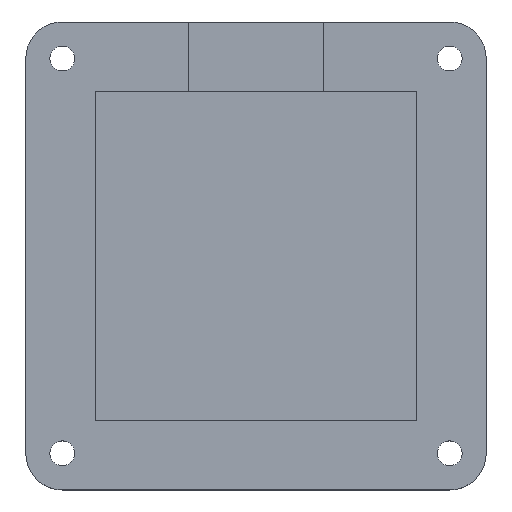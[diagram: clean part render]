
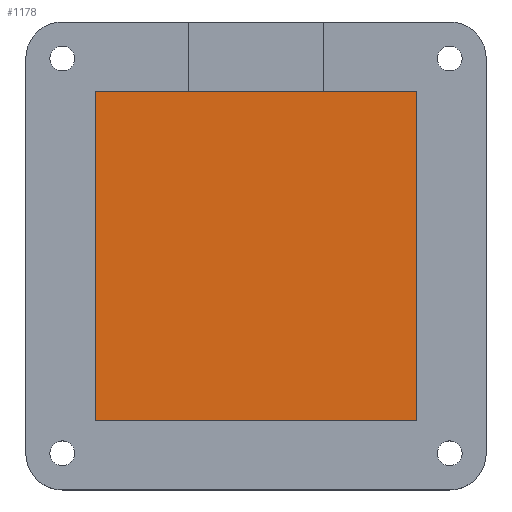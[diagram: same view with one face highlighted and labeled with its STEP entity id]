
A CAD part, top view. The second image highlights one B-rep face of the part: STEP entity #1178.
In plain terms, the highlighted planar face has unit normal (0, 0, 1).
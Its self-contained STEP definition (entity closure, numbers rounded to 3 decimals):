
#66=PLANE('',#1333);
#128=FACE_OUTER_BOUND('',#214,.T.);
#214=EDGE_LOOP('',(#1014,#1015,#1016,#1017));
#307=LINE('',#2077,#392);
#309=LINE('',#2082,#394);
#310=LINE('',#2083,#395);
#311=LINE('',#2084,#396);
#392=VECTOR('',#1678,10.);
#394=VECTOR('',#1682,10.);
#395=VECTOR('',#1683,10.);
#396=VECTOR('',#1684,10.);
#581=VERTEX_POINT('',#2074);
#582=VERTEX_POINT('',#2076);
#583=VERTEX_POINT('',#2080);
#584=VERTEX_POINT('',#2081);
#735=EDGE_CURVE('',#581,#582,#307,.T.);
#737=EDGE_CURVE('',#583,#584,#309,.T.);
#738=EDGE_CURVE('',#582,#583,#310,.T.);
#739=EDGE_CURVE('',#584,#581,#311,.T.);
#1014=ORIENTED_EDGE('',*,*,#737,.F.);
#1015=ORIENTED_EDGE('',*,*,#738,.F.);
#1016=ORIENTED_EDGE('',*,*,#735,.F.);
#1017=ORIENTED_EDGE('',*,*,#739,.F.);
#1178=ADVANCED_FACE('',(#128),#66,.T.);
#1333=AXIS2_PLACEMENT_3D('',#2079,#1680,#1681);
#1678=DIRECTION('',(1.,0.,0.));
#1680=DIRECTION('center_axis',(0.,0.,1.));
#1681=DIRECTION('ref_axis',(1.,0.,0.));
#1682=DIRECTION('',(-1.,0.,0.));
#1683=DIRECTION('',(0.,-1.,0.));
#1684=DIRECTION('',(0.,1.,0.));
#2074=CARTESIAN_POINT('',(-15.,15.,3.));
#2076=CARTESIAN_POINT('',(29.,15.,3.));
#2077=CARTESIAN_POINT('',(-4.,15.,3.));
#2079=CARTESIAN_POINT('Origin',(7.,-7.5,3.));
#2080=CARTESIAN_POINT('',(29.,-30.,3.));
#2081=CARTESIAN_POINT('',(-15.,-30.,3.));
#2082=CARTESIAN_POINT('',(18.,-30.,3.));
#2083=CARTESIAN_POINT('',(29.,3.75,3.));
#2084=CARTESIAN_POINT('',(-15.,-18.75,3.));
